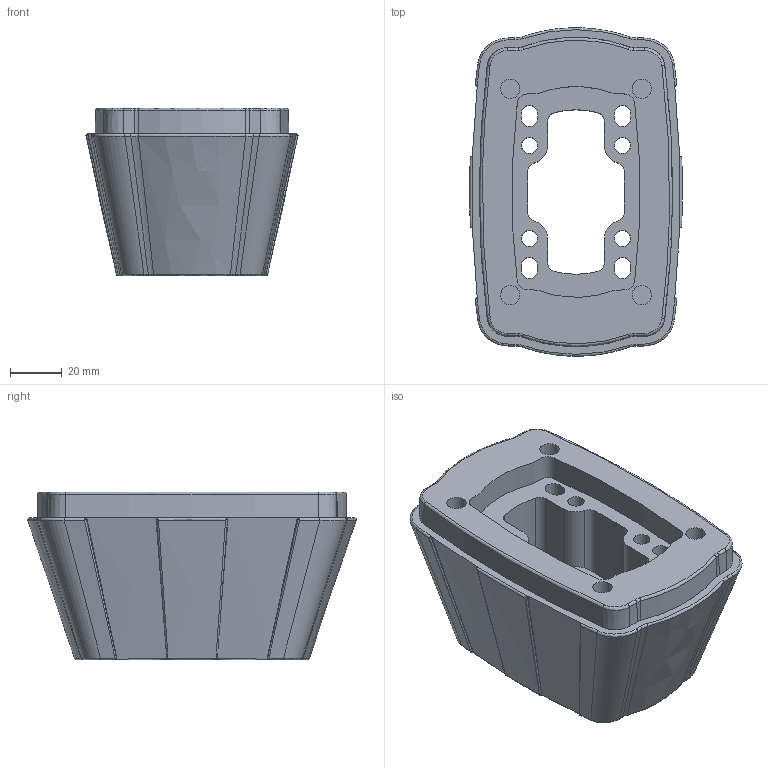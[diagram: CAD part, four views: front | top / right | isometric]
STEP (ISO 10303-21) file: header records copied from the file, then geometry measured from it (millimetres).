
FILE_DESCRIPTION (( 'STEP AP214' ), '1' );
FILE_NAME ('TK120.820.STEP', '2024-08-13T19:21:50', ( '' ), ( '' ), 'SwSTEP 2.0', 'SolidWorks 2023', '' );
FILE_SCHEMA (( 'AUTOMOTIVE_DESIGN' ));
Length unit declared in the file: inch
Products named in the file (1): TK120.820
Bounding box: 82.41 x 127.33 x 65 mm (x, y, z)
Volume: 282324.7 mm3; surface area: 52498.6 mm2
Topology: 1 solids, 1 shells, 399 faces, 940 edges, 551 vertices
Faces by surface type: bspline 177, cylinder 104, plane 74, cone 44
Full cylindrical faces by diameter (mm): 6.318 x4, 7.45 x4
Entity records: 29353 total; most frequent: CARTESIAN_POINT 21604, ORIENTED_EDGE 1804, DIRECTION 1272, EDGE_CURVE 902, VERTEX_POINT 540, AXIS2_PLACEMENT_3D 476, EDGE_LOOP 452, FACE_OUTER_BOUND 414
